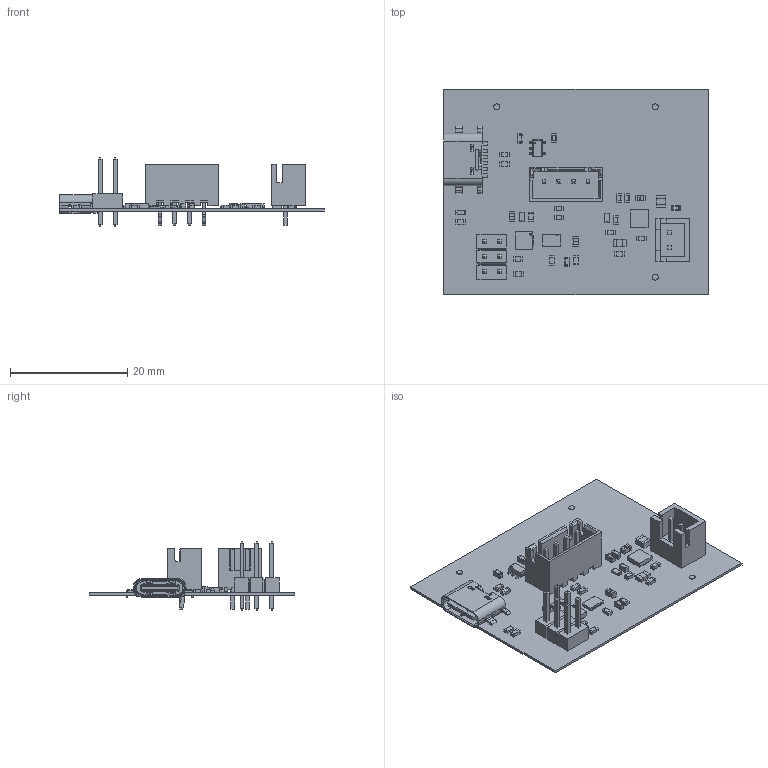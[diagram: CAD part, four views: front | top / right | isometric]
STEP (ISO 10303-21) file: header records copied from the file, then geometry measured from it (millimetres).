
FILE_DESCRIPTION(('Open CASCADE Model'),'2;1');
FILE_NAME('Open CASCADE Shape Model','2025-06-20T19:10:58',('Author'),( 'Open CASCADE'),'Open CASCADE STEP processor 7.5','Open CASCADE 7.5' ,'Unknown');
FILE_SCHEMA(('AUTOMOTIVE_DESIGN { 1 0 10303 214 1 1 1 1 }'));
Length unit declared in the file: millimetre
Products named in the file (129): PCB; Board; Open CASCADE STEP translator 7.5 1.1.1; FM3; 6286886288; Cylinder; FM1; FM2; U1; 6188750288; R16; 6188749168; term1; term2; body; R13; 6188749008; R12; R11; 6188747248; R10; R9; 6188748848; R8; R7; 6188750208; R6; R5; 6188747728; R4; R3; R2; R1; LED3; 6188749328; LED2; LED1; 6247751376; L1; 6247746176 ...
Assembly tree (144 placements, depth 5):
  PCB
    Board
      Open CASCADE STEP translator 7.5 1.1.1
    FM3
      6286886288
        Cylinder
    FM1
      6286886288
        Cylinder
    FM2
      6286886288
        Cylinder
    U1
      6188750288
    R16
      6188749168
        term1
        term2
        body
    R13
      6188749008
        term1
        term2
        body
    R12
      6188749008
        term1
        term2
        body
    R11
      6188747248
        term1
        term2
        body
    R10
      6188747248
        term1
        term2
        body
    R9
      6188748848
        term1
        term2
        body
    R8
      6188748848
        term1
        term2
        body
    R7
      6188750208
    R6
      6188747248
        term1
        term2
        body
    R5
      6188747728
        term1
        term2
Bounding box: 45 x 35 x 11.68 mm (x, y, z)
Volume: 1269.8 mm3; surface area: 5313.2 mm2
Topology: 184 solids, 184 shells, 2495 faces, 5934 edges, 3708 vertices
Faces by surface type: plane 1911, cylinder 472, sphere 104, cone 8
Full cylindrical faces by diameter (mm): 0.075 x3, 0.1 x1, 0.2 x1, 0.375 x1, 1.016 x3
Entity records: 64736 total; most frequent: CARTESIAN_POINT 10434, DIRECTION 9732, ORIENTED_EDGE 9620, EDGE_CURVE 4810, LINE 4086, VECTOR 4086, VERTEX_POINT 3080, AXIS2_PLACEMENT_3D 2823
